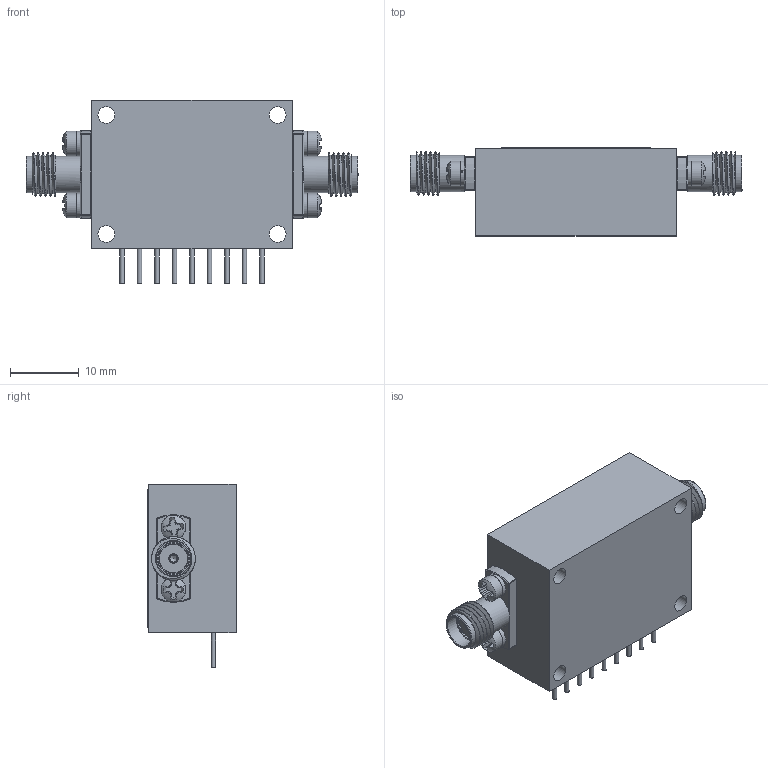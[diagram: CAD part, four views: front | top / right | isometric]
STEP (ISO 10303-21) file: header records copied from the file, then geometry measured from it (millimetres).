
FILE_DESCRIPTION (( 'STEP AP214' ), '1' );
FILE_NAME ('SBA-500M18G-31D5-6B-SFF.STEP', '2024-02-26T12:34:01', ( '' ), ( '' ), 'SwSTEP 2.0', 'SolidWorks 2023', '' );
FILE_SCHEMA (( 'AUTOMOTIVE_DESIGN' ));
Length unit declared in the file: inch
Products named in the file (1): SBA-500M18G-31D5-6B-SFF
Bounding box: 48.26 x 12.8 x 26.67 mm (x, y, z)
Volume: 8426 mm3; surface area: 5164.8 mm2
Topology: 25 solids, 25 shells, 462 faces, 1970 edges, 1685 vertices
Faces by surface type: plane 285, cylinder 81, torus 46, cone 24, sphere 22, bspline 4
Full cylindrical faces by diameter (mm): 0.305 x4, 0.559 x2, 0.635 x9, 1.016 x2, 1.27 x2, 2.184 x4, 2.438 x4, 2.591 x4, 3.302 x2, 3.556 x4, 4.191 x4, 4.597 x2, 5.283 x4
Entity records: 32354 total; most frequent: CARTESIAN_POINT 10254, ORIENTED_EDGE 3684, DIRECTION 2560, EDGE_CURVE 1842, VERTEX_POINT 1668, LINE 962, VECTOR 962, AXIS2_PLACEMENT_3D 799
